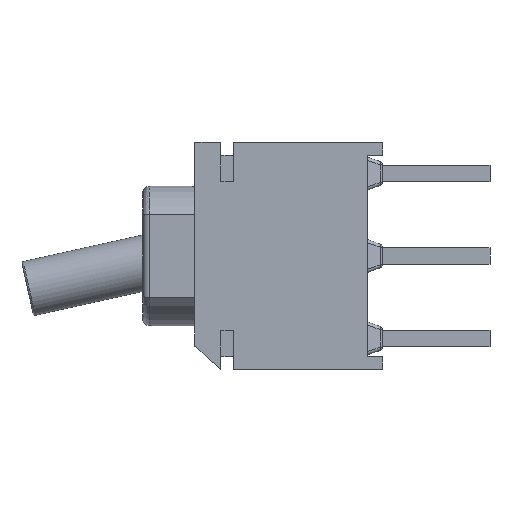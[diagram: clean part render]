
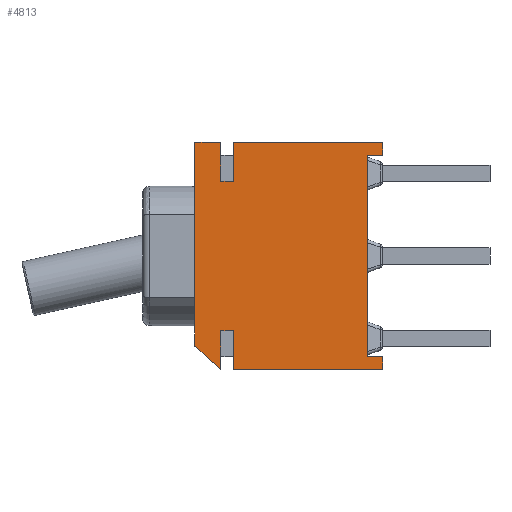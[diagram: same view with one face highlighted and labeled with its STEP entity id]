
A CAD part, left-side view. The second image highlights one B-rep face of the part: STEP entity #4813.
In plain terms, the highlighted planar face has unit normal (-1, 0, 0).
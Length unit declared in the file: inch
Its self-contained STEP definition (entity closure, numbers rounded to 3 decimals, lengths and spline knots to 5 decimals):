
#4174=CARTESIAN_POINT('',(-0.08858,0.19685,-0.1378));
#4175=VERTEX_POINT('',#4174);
#4182=CARTESIAN_POINT('',(-0.08858,0.22835,-0.10925));
#4183=VERTEX_POINT('',#4182);
#4184=CARTESIAN_POINT('',(-0.08858,0.22835,-0.10925));
#4185=DIRECTION('',(0.0,-0.741,-0.672));
#4186=VECTOR('',#4185,0.04251);
#4187=LINE('',#4184,#4186);
#4188=EDGE_CURVE('',#4183,#4175,#4187,.T.);
#4332=CARTESIAN_POINT('',(-0.08858,0.22835,0.1378));
#4333=VERTEX_POINT('',#4332);
#4334=CARTESIAN_POINT('',(-0.08858,0.22835,-0.10925));
#4335=DIRECTION('',(0.0,0.0,1.0));
#4336=VECTOR('',#4335,0.24705);
#4337=LINE('',#4334,#4336);
#4338=EDGE_CURVE('',#4183,#4333,#4337,.T.);
#4363=CARTESIAN_POINT('',(-0.08858,0.0185,0.12205));
#4364=VERTEX_POINT('',#4363);
#4379=CARTESIAN_POINT('',(-0.08858,0.0,0.12205));
#4380=VERTEX_POINT('',#4379);
#4387=CARTESIAN_POINT('',(-0.08858,0.0185,0.12205));
#4388=DIRECTION('',(0.0,-1.0,0.0));
#4389=VECTOR('',#4388,0.0185);
#4390=LINE('',#4387,#4389);
#4391=EDGE_CURVE('',#4364,#4380,#4390,.T.);
#4401=CARTESIAN_POINT('',(-0.08858,0.0185,-0.12205));
#4402=VERTEX_POINT('',#4401);
#4411=CARTESIAN_POINT('',(-0.08858,0.0,-0.12205));
#4412=VERTEX_POINT('',#4411);
#4413=CARTESIAN_POINT('',(-0.08858,0.0,-0.12205));
#4414=DIRECTION('',(0.0,1.0,0.0));
#4415=VECTOR('',#4414,0.0185);
#4416=LINE('',#4413,#4415);
#4417=EDGE_CURVE('',#4412,#4402,#4416,.T.);
#4628=CARTESIAN_POINT('',(-0.08858,0.0185,-0.12205));
#4629=DIRECTION('',(0.0,0.0,1.0));
#4630=VECTOR('',#4629,0.24409);
#4631=LINE('',#4628,#4630);
#4632=EDGE_CURVE('',#4402,#4364,#4631,.T.);
#4717=CARTESIAN_POINT('',(-0.08858,-0.01142,0.15157));
#4718=DIRECTION('',(1.0,0.0,0.0));
#4719=DIRECTION('',(0.0,0.0,-1.0));
#4720=AXIS2_PLACEMENT_3D('',#4717,#4718,#4719);
#4721=PLANE('',#4720);
#4722=ORIENTED_EDGE('',*,*,#4188,.T.);
#4723=CARTESIAN_POINT('',(-0.08858,0.19685,-0.09055));
#4724=VERTEX_POINT('',#4723);
#4725=CARTESIAN_POINT('',(-0.08858,0.19685,-0.1378));
#4726=DIRECTION('',(0.0,0.0,1.0));
#4727=VECTOR('',#4726,0.04724);
#4728=LINE('',#4725,#4727);
#4729=EDGE_CURVE('',#4175,#4724,#4728,.T.);
#4730=ORIENTED_EDGE('',*,*,#4729,.T.);
#4731=CARTESIAN_POINT('',(-0.08858,0.1811,-0.09055));
#4732=VERTEX_POINT('',#4731);
#4733=CARTESIAN_POINT('',(-0.08858,0.19685,-0.09055));
#4734=DIRECTION('',(0.0,-1.0,0.0));
#4735=VECTOR('',#4734,0.01575);
#4736=LINE('',#4733,#4735);
#4737=EDGE_CURVE('',#4724,#4732,#4736,.T.);
#4738=ORIENTED_EDGE('',*,*,#4737,.T.);
#4739=CARTESIAN_POINT('',(-0.08858,0.1811,-0.1378));
#4740=VERTEX_POINT('',#4739);
#4741=CARTESIAN_POINT('',(-0.08858,0.1811,-0.09055));
#4742=DIRECTION('',(0.0,0.0,-1.0));
#4743=VECTOR('',#4742,0.04724);
#4744=LINE('',#4741,#4743);
#4745=EDGE_CURVE('',#4732,#4740,#4744,.T.);
#4746=ORIENTED_EDGE('',*,*,#4745,.T.);
#4747=CARTESIAN_POINT('',(-0.08858,0.0,-0.1378));
#4748=VERTEX_POINT('',#4747);
#4749=CARTESIAN_POINT('',(-0.08858,0.0,-0.1378));
#4750=DIRECTION('',(0.0,1.0,0.0));
#4751=VECTOR('',#4750,0.1811);
#4752=LINE('',#4749,#4751);
#4753=EDGE_CURVE('',#4748,#4740,#4752,.T.);
#4754=ORIENTED_EDGE('',*,*,#4753,.F.);
#4755=CARTESIAN_POINT('',(-0.08858,0.0,-0.12205));
#4756=DIRECTION('',(0.0,0.0,-1.0));
#4757=VECTOR('',#4756,0.01575);
#4758=LINE('',#4755,#4757);
#4759=EDGE_CURVE('',#4412,#4748,#4758,.T.);
#4760=ORIENTED_EDGE('',*,*,#4759,.F.);
#4761=ORIENTED_EDGE('',*,*,#4417,.T.);
#4762=ORIENTED_EDGE('',*,*,#4632,.T.);
#4763=ORIENTED_EDGE('',*,*,#4391,.T.);
#4764=CARTESIAN_POINT('',(-0.08858,0.0,0.1378));
#4765=VERTEX_POINT('',#4764);
#4766=CARTESIAN_POINT('',(-0.08858,0.0,0.1378));
#4767=DIRECTION('',(0.0,0.0,-1.0));
#4768=VECTOR('',#4767,0.01575);
#4769=LINE('',#4766,#4768);
#4770=EDGE_CURVE('',#4765,#4380,#4769,.T.);
#4771=ORIENTED_EDGE('',*,*,#4770,.F.);
#4772=CARTESIAN_POINT('',(-0.08858,0.1811,0.1378));
#4773=VERTEX_POINT('',#4772);
#4774=CARTESIAN_POINT('',(-0.08858,0.1811,0.1378));
#4775=DIRECTION('',(0.0,-1.0,0.0));
#4776=VECTOR('',#4775,0.1811);
#4777=LINE('',#4774,#4776);
#4778=EDGE_CURVE('',#4773,#4765,#4777,.T.);
#4779=ORIENTED_EDGE('',*,*,#4778,.F.);
#4780=CARTESIAN_POINT('',(-0.08858,0.1811,0.09055));
#4781=VERTEX_POINT('',#4780);
#4782=CARTESIAN_POINT('',(-0.08858,0.1811,0.1378));
#4783=DIRECTION('',(0.0,0.0,-1.0));
#4784=VECTOR('',#4783,0.04724);
#4785=LINE('',#4782,#4784);
#4786=EDGE_CURVE('',#4773,#4781,#4785,.T.);
#4787=ORIENTED_EDGE('',*,*,#4786,.T.);
#4788=CARTESIAN_POINT('',(-0.08858,0.19685,0.09055));
#4789=VERTEX_POINT('',#4788);
#4790=CARTESIAN_POINT('',(-0.08858,0.1811,0.09055));
#4791=DIRECTION('',(0.0,1.0,0.0));
#4792=VECTOR('',#4791,0.01575);
#4793=LINE('',#4790,#4792);
#4794=EDGE_CURVE('',#4781,#4789,#4793,.T.);
#4795=ORIENTED_EDGE('',*,*,#4794,.T.);
#4796=CARTESIAN_POINT('',(-0.08858,0.19685,0.1378));
#4797=VERTEX_POINT('',#4796);
#4798=CARTESIAN_POINT('',(-0.08858,0.19685,0.09055));
#4799=DIRECTION('',(0.0,0.0,1.0));
#4800=VECTOR('',#4799,0.04724);
#4801=LINE('',#4798,#4800);
#4802=EDGE_CURVE('',#4789,#4797,#4801,.T.);
#4803=ORIENTED_EDGE('',*,*,#4802,.T.);
#4804=CARTESIAN_POINT('',(-0.08858,0.22835,0.1378));
#4805=DIRECTION('',(0.0,-1.0,0.0));
#4806=VECTOR('',#4805,0.0315);
#4807=LINE('',#4804,#4806);
#4808=EDGE_CURVE('',#4333,#4797,#4807,.T.);
#4809=ORIENTED_EDGE('',*,*,#4808,.F.);
#4810=ORIENTED_EDGE('',*,*,#4338,.F.);
#4811=EDGE_LOOP('',(#4722,#4730,#4738,#4746,#4754,#4760,#4761,#4762,#4763,#4771,#4779,#4787,#4795,#4803,#4809,#4810));
#4812=FACE_OUTER_BOUND('',#4811,.T.);
#4813=ADVANCED_FACE('',(#4812),#4721,.F.);
